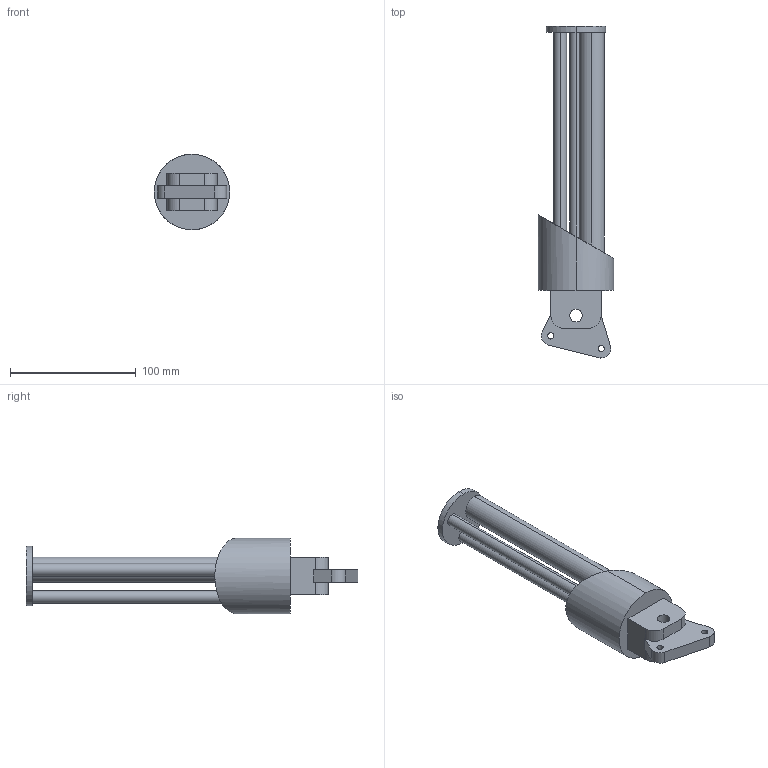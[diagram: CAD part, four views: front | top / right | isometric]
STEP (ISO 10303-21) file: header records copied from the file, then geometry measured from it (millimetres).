
FILE_DESCRIPTION (( 'STEP AP203' ), '1' );
FILE_NAME ('Antebrazot800_Predeterminado_sldprt.STEP', '2020-09-13T23:35:19', ( '' ), ( '' ), 'SwSTEP 2.0', 'SolidWorks 2019', '' );
FILE_SCHEMA (( 'CONFIG_CONTROL_DESIGN' ));
Length unit declared in the file: millimetre
Products named in the file (1): Antebrazot800_Predeterminado_sldprt
Bounding box: 60 x 263.63 x 60 mm (x, y, z)
Volume: 192134.5 mm3; surface area: 55716.8 mm2
Topology: 1 solids, 1 shells, 41 faces, 105 edges, 69 vertices
Faces by surface type: cylinder 25, plane 16
Entity records: 1360 total; most frequent: DIRECTION 233, CARTESIAN_POINT 228, ORIENTED_EDGE 210, EDGE_CURVE 105, AXIS2_PLACEMENT_3D 90, VERTEX_POINT 69, EDGE_LOOP 54, VECTOR 53
